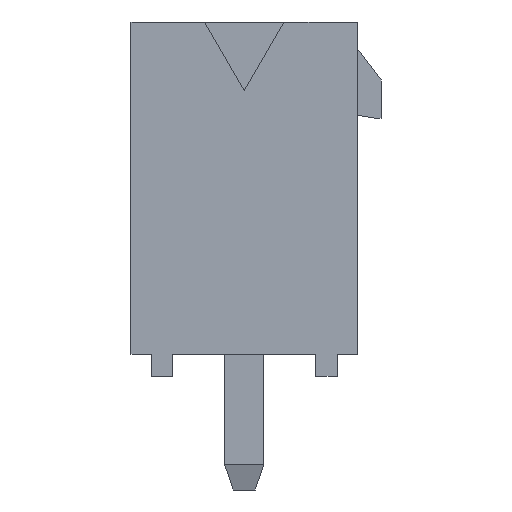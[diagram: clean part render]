
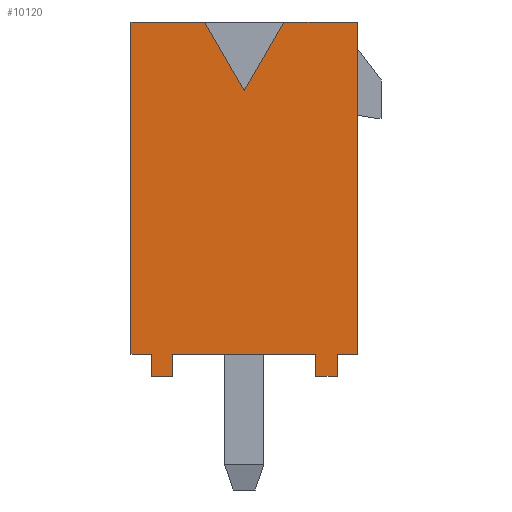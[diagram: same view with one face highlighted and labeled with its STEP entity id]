
A CAD part, left-side view. The second image highlights one B-rep face of the part: STEP entity #10120.
In plain terms, the highlighted planar face has unit normal (-1, 0, 0).
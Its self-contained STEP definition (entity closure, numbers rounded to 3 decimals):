
#8010=CARTESIAN_POINT('',(-17.425,-2.075,-9.65));
#8011=VERTEX_POINT('',#8010);
#8018=CARTESIAN_POINT('',(-17.425,2.075,-9.65));
#8019=VERTEX_POINT('',#8018);
#8020=CARTESIAN_POINT('',(-17.425,-2.075,-9.65));
#8021=DIRECTION('',(0.,1.,0.));
#8022=VECTOR('',#8021,4.15);
#8023=LINE('',#8020,#8022);
#8024=EDGE_CURVE('',#8011,#8019,#8023,.T.);
#9992=CARTESIAN_POINT('',(-17.425,-2.075,-10.29));
#9993=VERTEX_POINT('',#9992);
#10000=CARTESIAN_POINT('',(-17.425,-2.075,-10.29));
#10001=DIRECTION('',(0.,0.,1.));
#10002=VECTOR('',#10001,0.64);
#10003=LINE('',#10000,#10002);
#10004=EDGE_CURVE('',#9993,#8011,#10003,.T.);
#10009=CARTESIAN_POINT('',(-17.425,0.,-5.145));
#10010=DIRECTION('',(0.,-1.,0.));
#10011=DIRECTION('',(-1.,0.,0.));
#10012=AXIS2_PLACEMENT_3D('',#10009,#10011,#10010);
#10013=PLANE('',#10012);
#10014=ORIENTED_EDGE('',*,*,#10004,.F.);
#10015=CARTESIAN_POINT('',(-17.425,-2.705,-10.29));
#10016=VERTEX_POINT('',#10015);
#10017=CARTESIAN_POINT('',(-17.425,-2.075,-10.29));
#10018=DIRECTION('',(0.,-1.,0.));
#10019=VECTOR('',#10018,0.63);
#10020=LINE('',#10017,#10019);
#10021=EDGE_CURVE('',#9993,#10016,#10020,.T.);
#10022=ORIENTED_EDGE('',*,*,#10021,.T.);
#10023=CARTESIAN_POINT('',(-17.425,-2.705,-9.65));
#10024=VERTEX_POINT('',#10023);
#10025=CARTESIAN_POINT('',(-17.425,-2.705,-10.29));
#10026=DIRECTION('',(0.,0.,1.));
#10027=VECTOR('',#10026,0.64);
#10028=LINE('',#10025,#10027);
#10029=EDGE_CURVE('',#10016,#10024,#10028,.T.);
#10030=ORIENTED_EDGE('',*,*,#10029,.T.);
#10031=CARTESIAN_POINT('',(-17.425,-3.29,-9.65));
#10032=VERTEX_POINT('',#10031);
#10033=CARTESIAN_POINT('',(-17.425,-2.705,-9.65));
#10034=DIRECTION('',(0.,-1.,0.));
#10035=VECTOR('',#10034,0.585);
#10036=LINE('',#10033,#10035);
#10037=EDGE_CURVE('',#10024,#10032,#10036,.T.);
#10038=ORIENTED_EDGE('',*,*,#10037,.T.);
#10039=CARTESIAN_POINT('',(-17.425,-3.29,0.));
#10040=VERTEX_POINT('',#10039);
#10041=CARTESIAN_POINT('',(-17.425,-3.29,-9.65));
#10042=DIRECTION('',(0.,0.,1.));
#10043=VECTOR('',#10042,9.65);
#10044=LINE('',#10041,#10043);
#10045=EDGE_CURVE('',#10032,#10040,#10044,.T.);
#10046=ORIENTED_EDGE('',*,*,#10045,.T.);
#10047=CARTESIAN_POINT('',(-17.425,-1.15,0.));
#10048=VERTEX_POINT('',#10047);
#10049=CARTESIAN_POINT('',(-17.425,-3.29,0.));
#10050=DIRECTION('',(0.,1.,0.));
#10051=VECTOR('',#10050,2.14);
#10052=LINE('',#10049,#10051);
#10053=EDGE_CURVE('',#10040,#10048,#10052,.T.);
#10054=ORIENTED_EDGE('',*,*,#10053,.T.);
#10055=CARTESIAN_POINT('',(-17.425,0.,-2.));
#10056=VERTEX_POINT('',#10055);
#10057=CARTESIAN_POINT('',(-17.425,-1.15,0.));
#10058=DIRECTION('',(0.,0.498,-0.867));
#10059=VECTOR('',#10058,2.307);
#10060=LINE('',#10057,#10059);
#10061=EDGE_CURVE('',#10048,#10056,#10060,.T.);
#10062=ORIENTED_EDGE('',*,*,#10061,.T.);
#10063=CARTESIAN_POINT('',(-17.425,1.15,0.));
#10064=VERTEX_POINT('',#10063);
#10065=CARTESIAN_POINT('',(-17.425,0.,-2.));
#10066=DIRECTION('',(0.,0.498,0.867));
#10067=VECTOR('',#10066,2.307);
#10068=LINE('',#10065,#10067);
#10069=EDGE_CURVE('',#10056,#10064,#10068,.T.);
#10070=ORIENTED_EDGE('',*,*,#10069,.T.);
#10071=CARTESIAN_POINT('',(-17.425,3.29,0.));
#10072=VERTEX_POINT('',#10071);
#10073=CARTESIAN_POINT('',(-17.425,1.15,0.));
#10074=DIRECTION('',(0.,1.,0.));
#10075=VECTOR('',#10074,2.14);
#10076=LINE('',#10073,#10075);
#10077=EDGE_CURVE('',#10064,#10072,#10076,.T.);
#10078=ORIENTED_EDGE('',*,*,#10077,.T.);
#10079=CARTESIAN_POINT('',(-17.425,3.29,-9.65));
#10080=VERTEX_POINT('',#10079);
#10081=CARTESIAN_POINT('',(-17.425,3.29,0.));
#10082=DIRECTION('',(0.,0.,-1.));
#10083=VECTOR('',#10082,9.65);
#10084=LINE('',#10081,#10083);
#10085=EDGE_CURVE('',#10072,#10080,#10084,.T.);
#10086=ORIENTED_EDGE('',*,*,#10085,.T.);
#10087=CARTESIAN_POINT('',(-17.425,2.705,-9.65));
#10088=VERTEX_POINT('',#10087);
#10089=CARTESIAN_POINT('',(-17.425,3.29,-9.65));
#10090=DIRECTION('',(0.,-1.,0.));
#10091=VECTOR('',#10090,0.585);
#10092=LINE('',#10089,#10091);
#10093=EDGE_CURVE('',#10080,#10088,#10092,.T.);
#10094=ORIENTED_EDGE('',*,*,#10093,.T.);
#10095=CARTESIAN_POINT('',(-17.425,2.705,-10.29));
#10096=VERTEX_POINT('',#10095);
#10097=CARTESIAN_POINT('',(-17.425,2.705,-9.65));
#10098=DIRECTION('',(0.,0.,-1.));
#10099=VECTOR('',#10098,0.64);
#10100=LINE('',#10097,#10099);
#10101=EDGE_CURVE('',#10088,#10096,#10100,.T.);
#10102=ORIENTED_EDGE('',*,*,#10101,.T.);
#10103=CARTESIAN_POINT('',(-17.425,2.075,-10.29));
#10104=VERTEX_POINT('',#10103);
#10105=CARTESIAN_POINT('',(-17.425,2.705,-10.29));
#10106=DIRECTION('',(0.,-1.,0.));
#10107=VECTOR('',#10106,0.63);
#10108=LINE('',#10105,#10107);
#10109=EDGE_CURVE('',#10096,#10104,#10108,.T.);
#10110=ORIENTED_EDGE('',*,*,#10109,.T.);
#10111=CARTESIAN_POINT('',(-17.425,2.075,-10.29));
#10112=DIRECTION('',(0.,0.,1.));
#10113=VECTOR('',#10112,0.64);
#10114=LINE('',#10111,#10113);
#10115=EDGE_CURVE('',#10104,#8019,#10114,.T.);
#10116=ORIENTED_EDGE('',*,*,#10115,.T.);
#10117=ORIENTED_EDGE('',*,*,#8024,.F.);
#10118=EDGE_LOOP('',(#10014,#10022,#10030,#10038,#10046,#10054,#10062,#10070,#10078,#10086,#10094,#10102,#10110,#10116,#10117));
#10119=FACE_OUTER_BOUND('',#10118,.T.);
#10120=ADVANCED_FACE('',(#10119),#10013,.T.);
